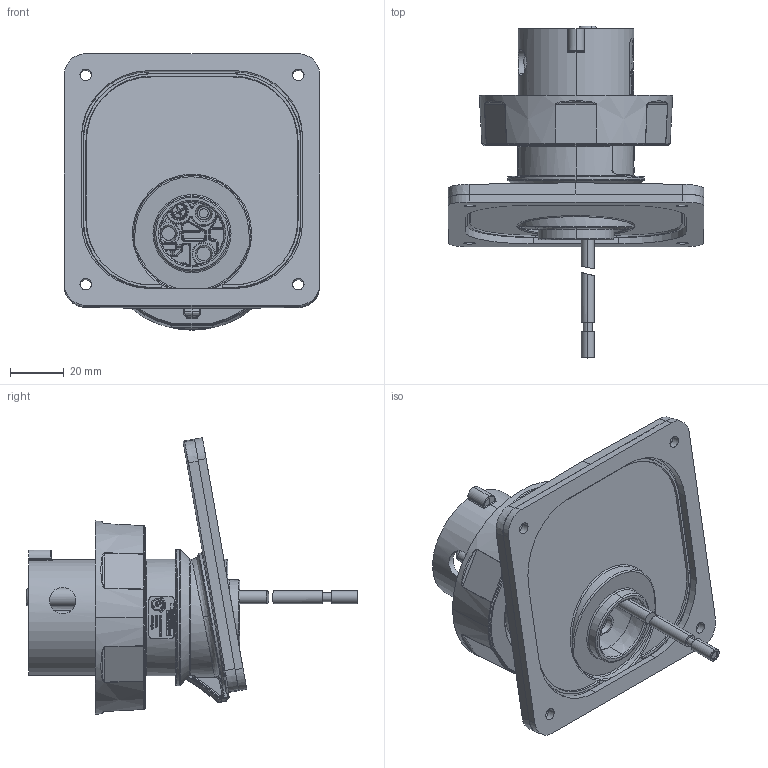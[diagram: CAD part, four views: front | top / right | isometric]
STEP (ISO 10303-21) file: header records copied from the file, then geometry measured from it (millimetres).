
FILE_DESCRIPTION (( 'STEP AP214' ), '1' );
FILE_NAME ('ORC6823-M01.STEP', '2025-09-03T19:16:11', ( '' ), ( '' ), 'SwSTEP 2.0', 'SolidWorks 2024', '' );
FILE_SCHEMA (( 'AUTOMOTIVE_DESIGN' ));
Length unit declared in the file: inch
Products named in the file (1): ORC6823-M01
Bounding box: 95.31 x 123.83 x 103.12 mm (x, y, z)
Volume: 114725.2 mm3; surface area: 84572.1 mm2
Topology: 20 solids, 21 shells, 4702 faces, 12007 edges, 7530 vertices
Faces by surface type: plane 1938, bspline 1432, cylinder 735, cone 282, torus 219, sphere 96
Entity records: 202849 total; most frequent: CARTESIAN_POINT 100869, ORIENTED_EDGE 23812, DIRECTION 17064, EDGE_CURVE 11906, VERTEX_POINT 7530, LINE 5856, VECTOR 5856, AXIS2_PLACEMENT_3D 5604
